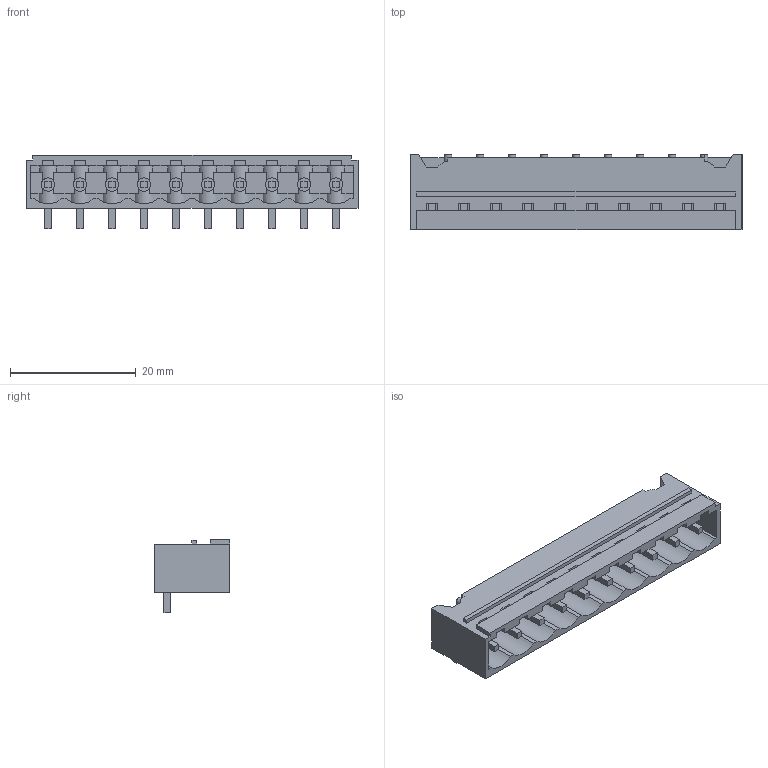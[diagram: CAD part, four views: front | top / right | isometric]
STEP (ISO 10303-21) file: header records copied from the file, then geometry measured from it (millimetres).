
FILE_DESCRIPTION(('CATIA V5 STEP Exchange','CAx-IF Rec.Pracs.--- Model Styling and Organization---1.5--- 2016-08-15','CAx-IF Rec.Pracs.---Supplemental Geometry---1.0---2011-11-01','CAx-IF Rec.Pracs.--- Composite Materials ---1.1---2010-07-15'),'2;1');
FILE_NAME ('D1456038_2', '2025-02-03T06:51:51+00:00', ('none'), ('Weidmueller'), 'CATIA Version 5-6 Release 2022 SP4 HF5', 'CATIA V5 STEP AP214 v3', 'none');
FILE_SCHEMA(('AUTOMOTIVE_DESIGN { 1 0 10303 214 1 1 1 1 }'));
Length unit declared in the file: millimetre
Products named in the file (1): 1780260000
Bounding box: 52.7 x 12 x 11.63 mm (x, y, z)
Volume: 1970.9 mm3; surface area: 4218.3 mm2
Topology: 1 solids, 1 shells, 575 faces, 1785 edges, 1203 vertices
Faces by surface type: plane 468, cylinder 89, extrusion 18
Entity records: 19331 total; most frequent: CARTESIAN_POINT 4613, ORIENTED_EDGE 3570, DIRECTION 2044, EDGE_CURVE 1785, VECTOR 1271, LINE 1253, VERTEX_POINT 1203, EDGE_LOOP 588
